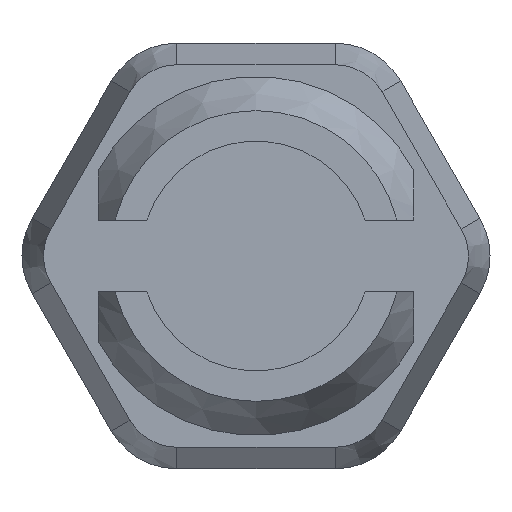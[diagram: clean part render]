
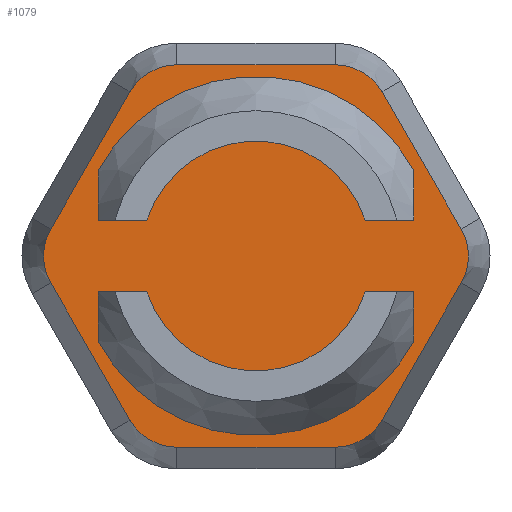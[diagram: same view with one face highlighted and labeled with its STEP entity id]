
A CAD part, front view. The second image highlights one B-rep face of the part: STEP entity #1079.
In plain terms, the highlighted planar face has unit normal (0, -1, 0).
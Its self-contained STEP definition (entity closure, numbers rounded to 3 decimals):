
#140=CARTESIAN_POINT('',(0.,-23.5,0.));
#141=DIRECTION('',(0.,-1.,0.));
#142=DIRECTION('',(0.95,0.,0.313));
#143=AXIS2_PLACEMENT_3D('',#140,#141,#142);
#145=CARTESIAN_POINT('',(0.,-23.5,0.));
#146=DIRECTION('',(0.,1.,0.));
#147=DIRECTION('',(-0.974,0.,0.227));
#148=AXIS2_PLACEMENT_3D('',#145,#146,#147);
#150=DIRECTION('',(1.,0.,0.));
#151=VECTOR('',#150,0.623);
#152=CARTESIAN_POINT('',(1.52,-23.5,-0.5));
#153=LINE('',#152,#151);
#154=CARTESIAN_POINT('',(0.,-23.5,0.));
#155=DIRECTION('',(0.,-1.,0.));
#156=DIRECTION('',(-0.95,0.,-0.313));
#157=AXIS2_PLACEMENT_3D('',#154,#155,#156);
#159=DIRECTION('',(1.,0.,0.));
#160=VECTOR('',#159,0.623);
#161=CARTESIAN_POINT('',(-2.142,-23.5,-0.5));
#162=LINE('',#161,#160);
#163=CARTESIAN_POINT('',(0.,-23.5,0.));
#164=DIRECTION('',(0.,1.,0.));
#165=DIRECTION('',(0.974,0.,-0.227));
#166=AXIS2_PLACEMENT_3D('',#163,#164,#165);
#168=CARTESIAN_POINT('',(-1.104,-23.5,1.913));
#169=DIRECTION('',(0.,-1.,0.));
#170=DIRECTION('',(0.,0.,1.));
#171=AXIS2_PLACEMENT_3D('',#168,#169,#170);
#173=DIRECTION('',(-1.,0.,0.));
#174=VECTOR('',#173,2.208);
#175=CARTESIAN_POINT('',(1.104,-23.5,2.663));
#176=LINE('',#175,#174);
#177=CARTESIAN_POINT('',(1.104,-23.5,1.913));
#178=DIRECTION('',(0.,-1.,0.));
#179=DIRECTION('',(0.866,0.,0.5));
#180=AXIS2_PLACEMENT_3D('',#177,#178,#179);
#182=DIRECTION('',(-0.5,0.,0.866));
#183=VECTOR('',#182,2.208);
#184=CARTESIAN_POINT('',(2.858,-23.5,0.375));
#185=LINE('',#184,#183);
#186=CARTESIAN_POINT('',(2.208,-23.5,0.));
#187=DIRECTION('',(0.,-1.,0.));
#188=DIRECTION('',(0.866,0.,-0.5));
#189=AXIS2_PLACEMENT_3D('',#186,#187,#188);
#191=DIRECTION('',(0.5,0.,0.866));
#192=VECTOR('',#191,2.208);
#193=CARTESIAN_POINT('',(1.754,-23.5,-2.288));
#194=LINE('',#193,#192);
#195=CARTESIAN_POINT('',(1.104,-23.5,-1.913));
#196=DIRECTION('',(0.,-1.,0.));
#197=DIRECTION('',(0.,0.,-1.));
#198=AXIS2_PLACEMENT_3D('',#195,#196,#197);
#200=DIRECTION('',(1.,0.,0.));
#201=VECTOR('',#200,2.208);
#202=CARTESIAN_POINT('',(-1.104,-23.5,
-2.663));
#203=LINE('',#202,#201);
#204=CARTESIAN_POINT('',(-1.104,-23.5,-1.913));
#205=DIRECTION('',(0.,-1.,0.));
#206=DIRECTION('',(-0.866,0.,-0.5));
#207=AXIS2_PLACEMENT_3D('',#204,#205,#206);
#209=DIRECTION('',(0.5,0.,-0.866));
#210=VECTOR('',#209,2.208);
#211=CARTESIAN_POINT('',(-2.858,-23.5,
-0.375));
#212=LINE('',#211,#210);
#213=CARTESIAN_POINT('',(-2.208,-23.5,0.));
#214=DIRECTION('',(0.,-1.,0.));
#215=DIRECTION('',(-0.866,0.,0.5));
#216=AXIS2_PLACEMENT_3D('',#213,#214,#215);
#218=DIRECTION('',(-0.5,0.,-0.866));
#219=VECTOR('',#218,2.208);
#220=CARTESIAN_POINT('',(-1.754,-23.5,2.288));
#221=LINE('',#220,#219);
#230=DIRECTION('',(1.,0.,0.));
#231=VECTOR('',#230,0.623);
#232=CARTESIAN_POINT('',(-2.142,-23.5,0.5));
#233=LINE('',#232,#231);
#238=DIRECTION('',(1.,0.,0.));
#239=VECTOR('',#238,0.623);
#240=CARTESIAN_POINT('',(1.52,-23.5,0.5));
#241=LINE('',#240,#239);
#762=CARTESIAN_POINT('',(2.142,-23.5,-0.5));
#764=VERTEX_POINT('',#762);
#766=CARTESIAN_POINT('',(-2.142,-23.5,-0.5));
#768=VERTEX_POINT('',#766);
#770=CARTESIAN_POINT('',(-2.142,-23.5,0.5));
#772=VERTEX_POINT('',#770);
#774=CARTESIAN_POINT('',(2.142,-23.5,0.5));
#776=VERTEX_POINT('',#774);
#793=CARTESIAN_POINT('',(1.52,-23.5,0.5));
#794=VERTEX_POINT('',#793);
#795=CARTESIAN_POINT('',(-1.52,-23.5,0.5));
#796=VERTEX_POINT('',#795);
#797=CARTESIAN_POINT('',(-1.52,-23.5,-0.5));
#798=VERTEX_POINT('',#797);
#799=CARTESIAN_POINT('',(1.52,-23.5,-0.5));
#800=VERTEX_POINT('',#799);
#821=CARTESIAN_POINT('',(-1.104,-23.5,2.663));
#822=CARTESIAN_POINT('',(-1.754,-23.5,2.288));
#823=VERTEX_POINT('',#821);
#824=VERTEX_POINT('',#822);
#829=CARTESIAN_POINT('',(-2.858,-23.5,
0.375));
#830=VERTEX_POINT('',#829);
#833=CARTESIAN_POINT('',(-2.858,-23.5,
-0.375));
#834=VERTEX_POINT('',#833);
#837=CARTESIAN_POINT('',(-1.754,-23.5,
-2.288));
#838=VERTEX_POINT('',#837);
#841=CARTESIAN_POINT('',(-1.104,-23.5,-2.663));
#842=VERTEX_POINT('',#841);
#845=CARTESIAN_POINT('',(1.104,-23.5,-2.663));
#846=VERTEX_POINT('',#845);
#849=CARTESIAN_POINT('',(1.754,-23.5,-2.288));
#850=VERTEX_POINT('',#849);
#853=CARTESIAN_POINT('',(2.858,-23.5,
-0.375));
#854=VERTEX_POINT('',#853);
#857=CARTESIAN_POINT('',(2.858,-23.5,0.375));
#858=VERTEX_POINT('',#857);
#861=CARTESIAN_POINT('',(1.754,-23.5,2.288));
#862=VERTEX_POINT('',#861);
#865=CARTESIAN_POINT('',(1.104,-23.5,2.663));
#866=VERTEX_POINT('',#865);
#1029=CARTESIAN_POINT('',(0.,-23.5,0.));
#1030=DIRECTION('',(0.,1.,0.));
#1031=DIRECTION('',(1.,0.,0.));
#1032=AXIS2_PLACEMENT_3D('',#1029,#1030,#1031);
#1033=PLANE('',#1032);
#1035=ORIENTED_EDGE('',*,*,#1034,.F.);
#1037=ORIENTED_EDGE('',*,*,#1036,.F.);
#1039=ORIENTED_EDGE('',*,*,#1038,.F.);
#1041=ORIENTED_EDGE('',*,*,#1040,.F.);
#1042=ORIENTED_EDGE('',*,*,#1019,.F.);
#1044=ORIENTED_EDGE('',*,*,#1043,.F.);
#1046=ORIENTED_EDGE('',*,*,#1045,.F.);
#1048=ORIENTED_EDGE('',*,*,#1047,.F.);
#1050=ORIENTED_EDGE('',*,*,#1049,.F.);
#1052=ORIENTED_EDGE('',*,*,#1051,.F.);
#1054=ORIENTED_EDGE('',*,*,#1053,.F.);
#1056=ORIENTED_EDGE('',*,*,#1055,.F.);
#1057=EDGE_LOOP('',(#1035,#1037,#1039,#1041,#1042,#1044,#1046,#1048,#1050,#1052,
#1054,#1056));
#1058=FACE_OUTER_BOUND('',#1057,.F.);
#1060=ORIENTED_EDGE('',*,*,#1059,.F.);
#1062=ORIENTED_EDGE('',*,*,#1061,.F.);
#1064=ORIENTED_EDGE('',*,*,#1063,.F.);
#1066=ORIENTED_EDGE('',*,*,#1065,.F.);
#1067=EDGE_LOOP('',(#1060,#1062,#1064,#1066));
#1068=FACE_BOUND('',#1067,.F.);
#1070=ORIENTED_EDGE('',*,*,#1069,.T.);
#1072=ORIENTED_EDGE('',*,*,#1071,.F.);
#1074=ORIENTED_EDGE('',*,*,#1073,.T.);
#1076=ORIENTED_EDGE('',*,*,#1075,.F.);
#1077=EDGE_LOOP('',(#1070,#1072,#1074,#1076));
#1078=FACE_BOUND('',#1077,.F.);
#1079=ADVANCED_FACE('',(#1058,#1068,#1078),#1033,.F.);
#144=CIRCLE('',#143,1.6);
#149=CIRCLE('',#148,2.2);
#158=CIRCLE('',#157,1.6);
#167=CIRCLE('',#166,2.2);
#172=CIRCLE('',#171,0.75);
#181=CIRCLE('',#180,0.75);
#190=CIRCLE('',#189,0.75);
#199=CIRCLE('',#198,0.75);
#208=CIRCLE('',#207,0.75);
#217=CIRCLE('',#216,0.75);
#1019=EDGE_CURVE('',#854,#858,#190,.T.);
#1034=EDGE_CURVE('',#823,#824,#172,.T.);
#1036=EDGE_CURVE('',#866,#823,#176,.T.);
#1038=EDGE_CURVE('',#862,#866,#181,.T.);
#1040=EDGE_CURVE('',#858,#862,#185,.T.);
#1043=EDGE_CURVE('',#850,#854,#194,.T.);
#1045=EDGE_CURVE('',#846,#850,#199,.T.);
#1047=EDGE_CURVE('',#842,#846,#203,.T.);
#1049=EDGE_CURVE('',#838,#842,#208,.T.);
#1051=EDGE_CURVE('',#834,#838,#212,.T.);
#1053=EDGE_CURVE('',#830,#834,#217,.T.);
#1055=EDGE_CURVE('',#824,#830,#221,.T.);
#1059=EDGE_CURVE('',#800,#764,#153,.T.);
#1061=EDGE_CURVE('',#798,#800,#158,.T.);
#1063=EDGE_CURVE('',#768,#798,#162,.T.);
#1065=EDGE_CURVE('',#764,#768,#167,.T.);
#1069=EDGE_CURVE('',#772,#796,#233,.T.);
#1071=EDGE_CURVE('',#794,#796,#144,.T.);
#1073=EDGE_CURVE('',#794,#776,#241,.T.);
#1075=EDGE_CURVE('',#772,#776,#149,.T.);
